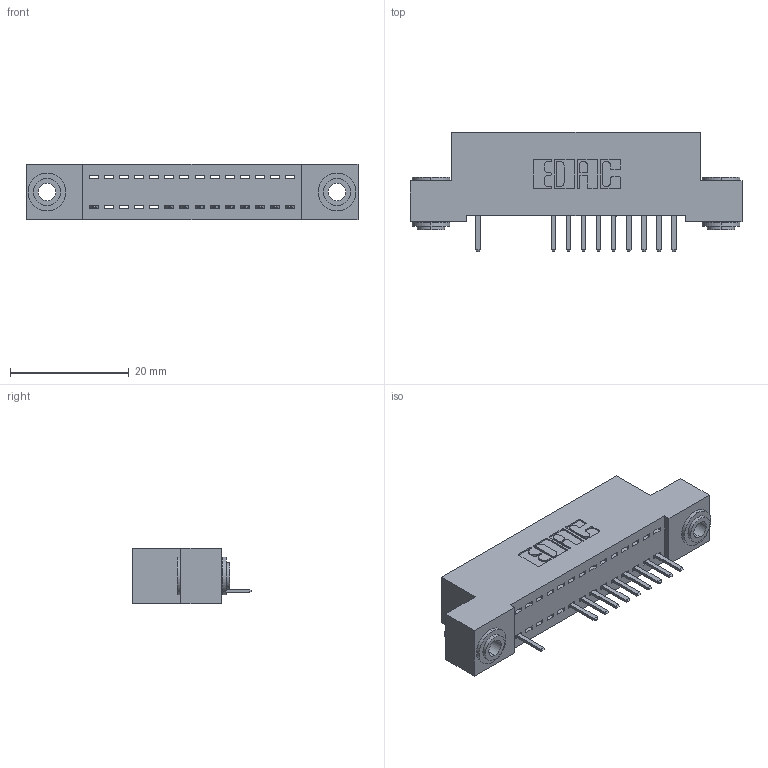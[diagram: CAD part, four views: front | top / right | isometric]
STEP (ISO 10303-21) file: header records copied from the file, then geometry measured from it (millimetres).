
FILE_DESCRIPTION (( 'STEP AP203' ), '1' );
FILE_NAME ('392-014-520-103.STEP', '2018-08-14T23:22:33', ( '' ), ( '' ), 'SwSTEP 2.0', 'SolidWorks 2016', '' );
FILE_SCHEMA (( 'CONFIG_CONTROL_DESIGN' ));
Length unit declared in the file: inch
Products named in the file (4): 342 Part_.156 TH; 345-292-001_345-293-120; 342-250-002_345-250-002-102; 392-014-520-103
Assembly tree (13 placements, depth 2):
  392-014-520-103
    342 Part_.156 TH
    345-292-001_345-293-120  x10
    342-250-002_345-250-002-102  x2
Bounding box: 55.88 x 20.02 x 9.4 mm (x, y, z)
Volume: 4744.7 mm3; surface area: 6341.7 mm2
Topology: 13 solids, 13 shells, 816 faces, 2383 edges, 1558 vertices
Faces by surface type: plane 564, cylinder 244, cone 8
Entity records: 12684 total; most frequent: CARTESIAN_POINT 2199, ORIENTED_EDGE 2134, DIRECTION 1929, EDGE_CURVE 1067, VECTOR 911, LINE 911, VERTEX_POINT 706, AXIS2_PLACEMENT_3D 509
